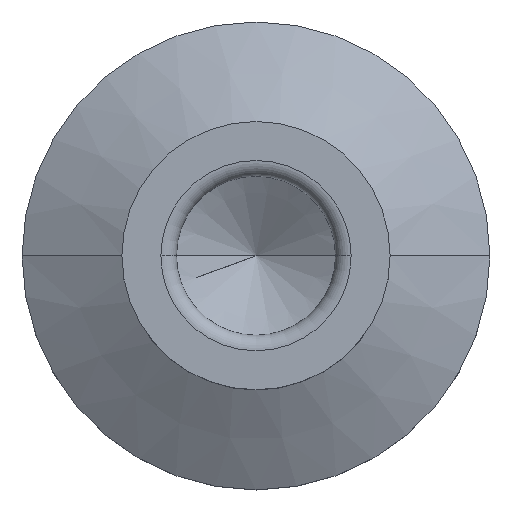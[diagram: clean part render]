
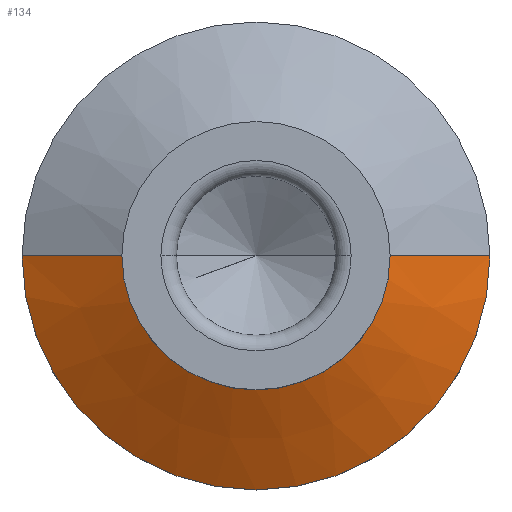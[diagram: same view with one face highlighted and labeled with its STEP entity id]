
A CAD part, top view. The second image highlights one B-rep face of the part: STEP entity #134.
In plain terms, the highlighted conical face has half-angle 60.642 degrees and reference radius 5.9 mm.
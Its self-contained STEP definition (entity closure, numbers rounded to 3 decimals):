
#100=EDGE_CURVE('',#166,#204,#262,.T.);
#102=EDGE_CURVE('',#166,#110,#264,.T.);
#110=VERTEX_POINT('',#273);
#120=VERTEX_POINT('',#285);
#134=ADVANCED_FACE('',(#299),#300,.T.);
#166=VERTEX_POINT('',#337);
#176=EDGE_CURVE('',#120,#110,#348,.T.);
#204=VERTEX_POINT('',#380);
#208=EDGE_CURVE('',#204,#120,#384,.T.);
#262=LINE('',#432,#433);
#264=CIRCLE('',#436,7.5);
#273=CARTESIAN_POINT('',(-7.5,0.,-0.2));
#285=CARTESIAN_POINT('',(-4.3,0.,1.6));
#299=FACE_OUTER_BOUND('',#482,.T.);
#300=CONICAL_SURFACE('',#483,5.9,1.058);
#337=CARTESIAN_POINT('',(7.5,0.,-0.2));
#348=LINE('',#544,#545);
#380=CARTESIAN_POINT('',(4.3,0.,1.6));
#384=CIRCLE('',#587,4.3);
#432=CARTESIAN_POINT('',(5.9,0.,0.7));
#433=VECTOR('',#649,1.0);
#436=AXIS2_PLACEMENT_3D('',#650,#651,#652);
#482=EDGE_LOOP('',(#696,#697,#698,#699));
#483=AXIS2_PLACEMENT_3D('',#700,#701,#702);
#544=CARTESIAN_POINT('',(-5.9,0.,0.7));
#545=VECTOR('',#766,1.0);
#587=AXIS2_PLACEMENT_3D('',#811,#812,#813);
#649=DIRECTION('',(-0.872,0.,0.49));
#650=CARTESIAN_POINT('',(0.0,0.,-0.2));
#651=DIRECTION('',(-0.0,0.0,-1.0));
#652=DIRECTION('',(-1.0,0.,0.0));
#696=ORIENTED_EDGE('',*,*,#176,.T.);
#697=ORIENTED_EDGE('',*,*,#102,.F.);
#698=ORIENTED_EDGE('',*,*,#100,.T.);
#699=ORIENTED_EDGE('',*,*,#208,.T.);
#700=CARTESIAN_POINT('',(0.0,0.,0.7));
#701=DIRECTION('',(-0.0,-0.0,-1.0));
#702=DIRECTION('',(-1.0,0.,0.0));
#766=DIRECTION('',(-0.872,0.,-0.49));
#811=CARTESIAN_POINT('',(0.0,0.,1.6));
#812=DIRECTION('',(-0.0,0.0,-1.0));
#813=DIRECTION('',(-1.0,0.,0.0));
